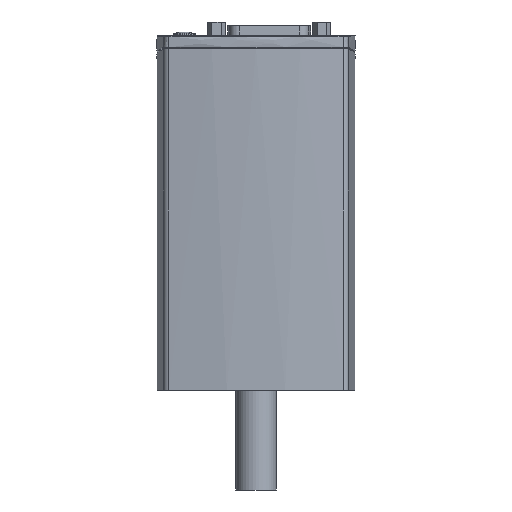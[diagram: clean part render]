
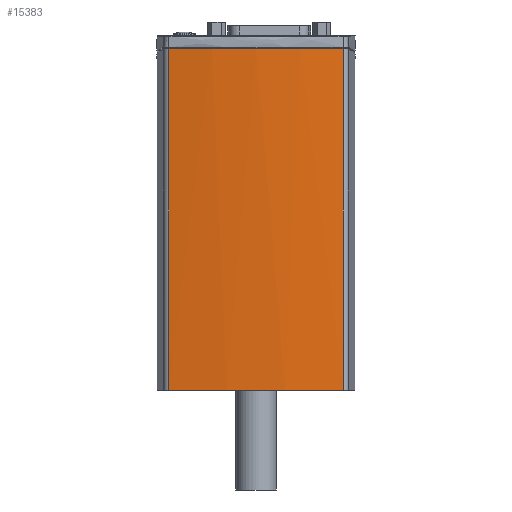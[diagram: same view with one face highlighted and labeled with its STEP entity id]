
A CAD part, left-side view. The second image highlights one B-rep face of the part: STEP entity #15383.
In plain terms, the highlighted cylindrical face has radius 170 mm (diameter 340 mm), a partial arc.
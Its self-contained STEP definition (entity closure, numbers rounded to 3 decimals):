
#347=B_SPLINE_CURVE_WITH_KNOTS('',3,(#29553,#29554,#29555,#29556,#29557,
#29558),.UNSPECIFIED.,.F.,.F.,(4,2,4),(3.561,5.341,
6.145),.UNSPECIFIED.);
#348=B_SPLINE_CURVE_WITH_KNOTS('',3,(#29565,#29566,#29567,#29568,#29569,
#29570),.UNSPECIFIED.,.F.,.F.,(4,2,4),(0.977,1.78,
3.561),.UNSPECIFIED.);
#1308=LINE('',#29560,#2388);
#1309=LINE('',#29564,#2389);
#2388=VECTOR('',#19626,108.186);
#2389=VECTOR('',#19629,108.186);
#3816=FACE_OUTER_BOUND('',#4789,.T.);
#4789=EDGE_LOOP('',(#11801,#11802,#11803,#11804,#11805));
#5624=CIRCLE('',#16609,170.);
#6702=VERTEX_POINT('',#29551);
#6703=VERTEX_POINT('',#29552);
#6704=VERTEX_POINT('',#29559);
#6705=VERTEX_POINT('',#29561);
#6706=VERTEX_POINT('',#29563);
#8494=EDGE_CURVE('',#6702,#6703,#347,.T.);
#8495=EDGE_CURVE('',#6704,#6703,#1308,.T.);
#8496=EDGE_CURVE('',#6705,#6704,#5624,.T.);
#8497=EDGE_CURVE('',#6705,#6706,#1309,.T.);
#8498=EDGE_CURVE('',#6706,#6702,#348,.T.);
#11801=ORIENTED_EDGE('',*,*,#8494,.T.);
#11802=ORIENTED_EDGE('',*,*,#8495,.F.);
#11803=ORIENTED_EDGE('',*,*,#8496,.F.);
#11804=ORIENTED_EDGE('',*,*,#8497,.T.);
#11805=ORIENTED_EDGE('',*,*,#8498,.T.);
#13877=CYLINDRICAL_SURFACE('',#16608,170.);
#15383=ADVANCED_FACE('',(#3816),#13877,.T.);
#16608=AXIS2_PLACEMENT_3D('',#29550,#19624,#19625);
#16609=AXIS2_PLACEMENT_3D('',#29562,#19627,#19628);
#19624=DIRECTION('center_axis',(0.,0.,
1.));
#19625=DIRECTION('ref_axis',(1.,0.,0.));
#19626=DIRECTION('',(0.,0.,1.));
#19627=DIRECTION('center_axis',(0.,0.,
-1.));
#19628=DIRECTION('ref_axis',(1.,0.,0.));
#19629=DIRECTION('',(0.,0.,1.));
#29550=CARTESIAN_POINT('Origin',(138.5,0.,
9.));
#29551=CARTESIAN_POINT('',(-31.5,0.,117.2));
#29552=CARTESIAN_POINT('',(-29.245,27.596,117.186));
#29553=CARTESIAN_POINT('Ctrl Pts',(-31.5,0.,
117.2));
#29554=CARTESIAN_POINT('Ctrl Pts',(-31.5,5.934,117.2));
#29555=CARTESIAN_POINT('Ctrl Pts',(-31.169,12.447,117.201));
#29556=CARTESIAN_POINT('Ctrl Pts',(-30.117,21.836,117.195));
#29557=CARTESIAN_POINT('Ctrl Pts',(-29.714,24.748,117.192));
#29558=CARTESIAN_POINT('Ctrl Pts',(-29.245,27.596,117.186));
#29559=CARTESIAN_POINT('',(-29.245,27.596,9.));
#29560=CARTESIAN_POINT('',(-29.245,27.596,9.));
#29561=CARTESIAN_POINT('',(-29.245,-27.596,9.));
#29562=CARTESIAN_POINT('Origin',(138.5,0.,
9.));
#29563=CARTESIAN_POINT('',(-29.245,-27.596,117.186));
#29564=CARTESIAN_POINT('',(-29.245,-27.596,9.));
#29565=CARTESIAN_POINT('Ctrl Pts',(-29.245,-27.596,117.186));
#29566=CARTESIAN_POINT('Ctrl Pts',(-29.714,-24.748,117.192));
#29567=CARTESIAN_POINT('Ctrl Pts',(-30.117,-21.836,
117.195));
#29568=CARTESIAN_POINT('Ctrl Pts',(-31.169,-12.447,
117.201));
#29569=CARTESIAN_POINT('Ctrl Pts',(-31.5,-5.934,
117.2));
#29570=CARTESIAN_POINT('Ctrl Pts',(-31.5,0.,
117.2));
